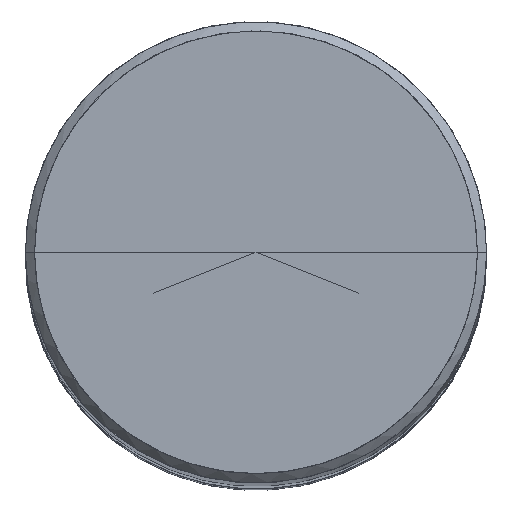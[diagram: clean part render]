
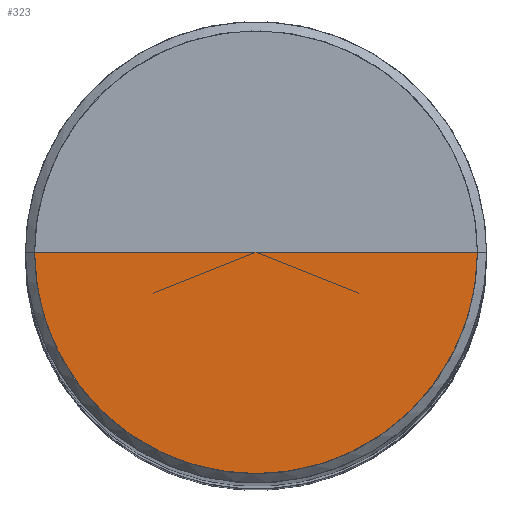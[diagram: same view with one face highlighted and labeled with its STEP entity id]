
A CAD part, top view. The second image highlights one B-rep face of the part: STEP entity #323.
In plain terms, the highlighted free-form (B-spline) face has degree [1, 2] with [2, 5] control points.
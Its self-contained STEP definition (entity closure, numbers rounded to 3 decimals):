
#83=CARTESIAN_POINT('',(-4.8,0.,42.));
#84=CARTESIAN_POINT('',(-4.8,-4.8,42.));
#85=CARTESIAN_POINT('',(0.,-4.8,42.));
#86=CARTESIAN_POINT('',(4.8,-4.8,42.));
#87=CARTESIAN_POINT('',(4.8,0.,42.));
#88=CARTESIAN_POINT('',(0.,0.,42.));
#308=(
BOUNDED_SURFACE()
B_SPLINE_SURFACE(1,2,(
(#83,#84,#85,#86,#87),
(#88,#88,#88,#88,#88)
), .UNSPECIFIED.,.F.,.F.,.F.)
B_SPLINE_SURFACE_WITH_KNOTS((2,2),(3,2,3),(
0.,1.),(
0.,0.5,1.), .UNSPECIFIED.)
GEOMETRIC_REPRESENTATION_ITEM()
RATIONAL_B_SPLINE_SURFACE(((1.,0.707,1.,0.707,1.),
(1.,0.707,1.,0.707,1.)
))
REPRESENTATION_ITEM('')
SURFACE()
);
#309=(
BOUNDED_CURVE()
B_SPLINE_CURVE(2,(#87,#86,#85,#84,#83),.UNSPECIFIED.,.F.,.F.)
B_SPLINE_CURVE_WITH_KNOTS((3,2,3),
(0.,0.5,1.),.UNSPECIFIED.)
CURVE()
GEOMETRIC_REPRESENTATION_ITEM()
RATIONAL_B_SPLINE_CURVE((1.,0.707,1.,0.707,1.))
REPRESENTATION_ITEM('')
);
#310=(
BOUNDED_CURVE()
B_SPLINE_CURVE(1,(#83,#88),.UNSPECIFIED.,.F.,.F.)
B_SPLINE_CURVE_WITH_KNOTS((2,2),
(0.,1.),.UNSPECIFIED.)
CURVE()
GEOMETRIC_REPRESENTATION_ITEM()
RATIONAL_B_SPLINE_CURVE((1.,1.))
REPRESENTATION_ITEM('')
);
#311=(
BOUNDED_CURVE()
B_SPLINE_CURVE(1,(#88,#87),.UNSPECIFIED.,.F.,.F.)
B_SPLINE_CURVE_WITH_KNOTS((2,2),
(0.,1.),.UNSPECIFIED.)
CURVE()
GEOMETRIC_REPRESENTATION_ITEM()
RATIONAL_B_SPLINE_CURVE((1.,1.))
REPRESENTATION_ITEM('')
);
#312=VERTEX_POINT('',#83);
#313=VERTEX_POINT('',#87);
#314=VERTEX_POINT('',#88);
#315=EDGE_CURVE('',#313,#312,#309,.T.);
#316=EDGE_CURVE('',#312,#314,#310,.T.);
#317=EDGE_CURVE('',#314,#313,#311,.T.);
#318=ORIENTED_EDGE('',*,*,#315,.T.);
#319=ORIENTED_EDGE('',*,*,#316,.T.);
#320=ORIENTED_EDGE('',*,*,#317,.T.);
#321=EDGE_LOOP('',(#318,#319,#320));
#322=FACE_OUTER_BOUND('',#321,.T.);
#323=ADVANCED_FACE('',(#322),#308,.T.);
